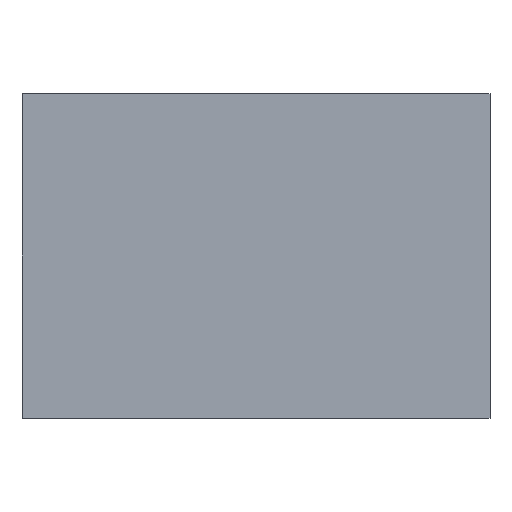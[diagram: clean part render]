
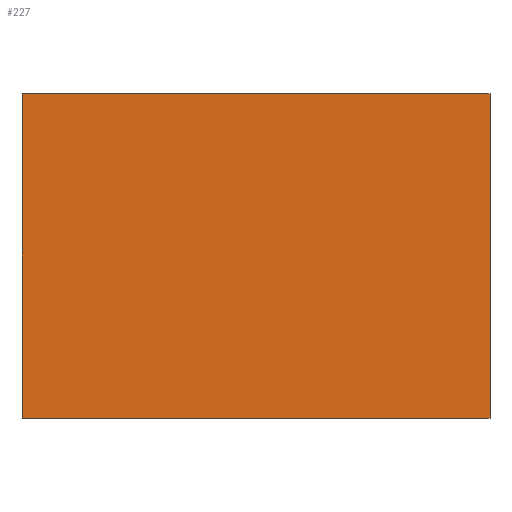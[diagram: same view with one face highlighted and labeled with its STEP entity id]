
A CAD part, front view. The second image highlights one B-rep face of the part: STEP entity #227.
In plain terms, the highlighted planar face has unit normal (0, -1, 0).
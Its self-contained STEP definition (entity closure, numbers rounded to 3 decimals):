
#52 = EDGE_CURVE ( 'NONE', #208, #441, #215, .T. ) ;
#59 = DIRECTION ( 'NONE',  ( 0., 0., 1. ) ) ;
#72 = EDGE_LOOP ( 'NONE', ( #687, #469, #504, #555 ) ) ;
#108 = VERTEX_POINT ( 'NONE', #160 ) ;
#122 = CARTESIAN_POINT ( 'NONE',  ( -37.5, -4.5, -26. ) ) ;
#160 = CARTESIAN_POINT ( 'NONE',  ( 37.5, -4.5, 26. ) ) ;
#163 = CARTESIAN_POINT ( 'NONE',  ( 37.5, -4.5, -26. ) ) ;
#208 = VERTEX_POINT ( 'NONE', #122 ) ;
#215 = LINE ( 'NONE', #274, #766 ) ;
#217 = VECTOR ( 'NONE', #59, 1000. ) ;
#227 = ADVANCED_FACE ( 'NONE', ( #743 ), #656, .T. ) ;
#274 = CARTESIAN_POINT ( 'NONE',  ( -37.5, -4.5, -26. ) ) ;
#280 = EDGE_CURVE ( 'NONE', #438, #108, #733, .T. ) ;
#283 = CARTESIAN_POINT ( 'NONE',  ( -37.5, -4.5, 26. ) ) ;
#300 = EDGE_CURVE ( 'NONE', #441, #108, #613, .T. ) ;
#301 = CARTESIAN_POINT ( 'NONE',  ( -37.5, -4.5, 26. ) ) ;
#308 = LINE ( 'NONE', #357, #336 ) ;
#336 = VECTOR ( 'NONE', #544, 1000. ) ;
#353 = DIRECTION ( 'NONE',  ( 0., 0., -1. ) ) ;
#357 = CARTESIAN_POINT ( 'NONE',  ( -37.5, -4.5, -26. ) ) ;
#390 = VECTOR ( 'NONE', #420, 1000. ) ;
#413 = DIRECTION ( 'NONE',  ( 0., -1., 0. ) ) ;
#420 = DIRECTION ( 'NONE',  ( 1., 0., 0. ) ) ;
#438 = VERTEX_POINT ( 'NONE', #163 ) ;
#441 = VERTEX_POINT ( 'NONE', #283 ) ;
#458 = DIRECTION ( 'NONE',  ( 0., 0., 1. ) ) ;
#469 = ORIENTED_EDGE ( 'NONE', *, *, #52, .F. ) ;
#489 = CARTESIAN_POINT ( 'NONE',  ( 37.5, -4.5, -26. ) ) ;
#504 = ORIENTED_EDGE ( 'NONE', *, *, #600, .T. ) ;
#510 = CARTESIAN_POINT ( 'NONE',  ( -37.5, -4.5, -26. ) ) ;
#544 = DIRECTION ( 'NONE',  ( 1., 0., 0. ) ) ;
#555 = ORIENTED_EDGE ( 'NONE', *, *, #280, .T. ) ;
#600 = EDGE_CURVE ( 'NONE', #208, #438, #308, .T. ) ;
#613 = LINE ( 'NONE', #301, #390 ) ;
#656 = PLANE ( 'NONE',  #741 ) ;
#687 = ORIENTED_EDGE ( 'NONE', *, *, #300, .F. ) ;
#733 = LINE ( 'NONE', #489, #217 ) ;
#741 = AXIS2_PLACEMENT_3D ( 'NONE', #510, #413, #353 ) ;
#743 = FACE_OUTER_BOUND ( 'NONE', #72, .T. ) ;
#766 = VECTOR ( 'NONE', #458, 1000. ) ;
